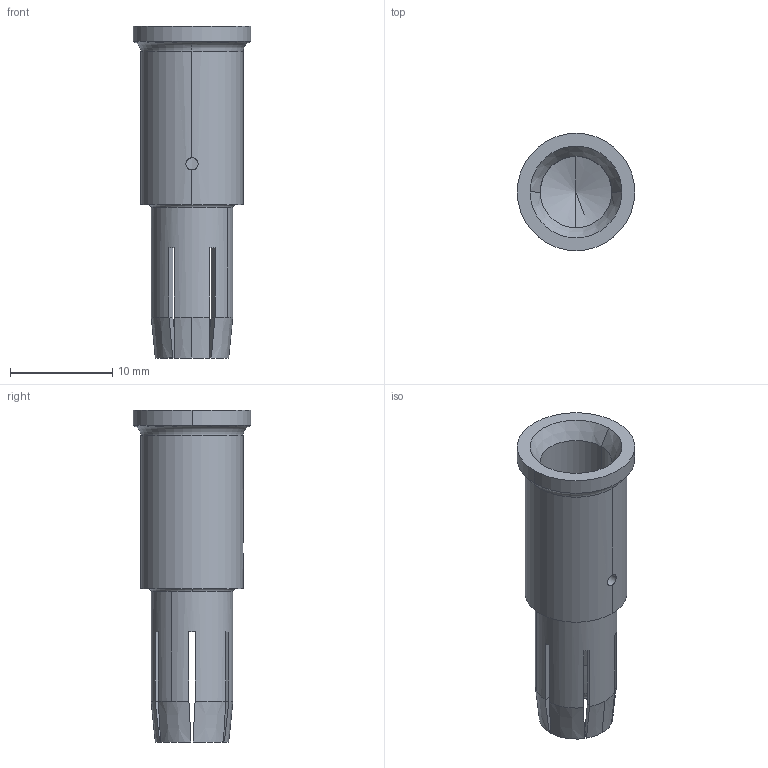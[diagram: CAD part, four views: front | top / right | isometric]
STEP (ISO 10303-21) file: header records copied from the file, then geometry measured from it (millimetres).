
FILE_DESCRIPTION(('Creo Elements/Direct Modeling STEP Export'),'2;1');
FILE_NAME('CX7FA_25.stp','2011-11-18T13:50:49',(''),(''),'Creo Elements/Direct Modeling STEP processor for AP214 (Solid Model)','Creo Elements/Direct Modeling 17.0C 05-Feb-2011 (C) Parametric Technology GmbH','');
FILE_SCHEMA(('AUTOMOTIVE_DESIGN { 1 0 10303 214 1 1 1 1 }'));
Length unit declared in the file: millimetre
Products named in the file (2): CX7FA_25
Assembly tree (1 placements, depth 2):
  CX7FA_25
    CX7FA_25
Bounding box: 11.5 x 11.5 x 32.5 mm (x, y, z)
Volume: 1105.9 mm3; surface area: 1712.3 mm2
Topology: 1 solids, 1 shells, 92 faces, 257 edges, 164 vertices
Faces by surface type: cone 38, plane 32, cylinder 12, torus 10
Entity records: 4593 total; most frequent: CARTESIAN_POINT 2255, ORIENTED_EDGE 506, DIRECTION 430, EDGE_CURVE 253, AXIS2_PLACEMENT_3D 178, VERTEX_POINT 164, EDGE_LOOP 95, FACE_OUTER_BOUND 92
